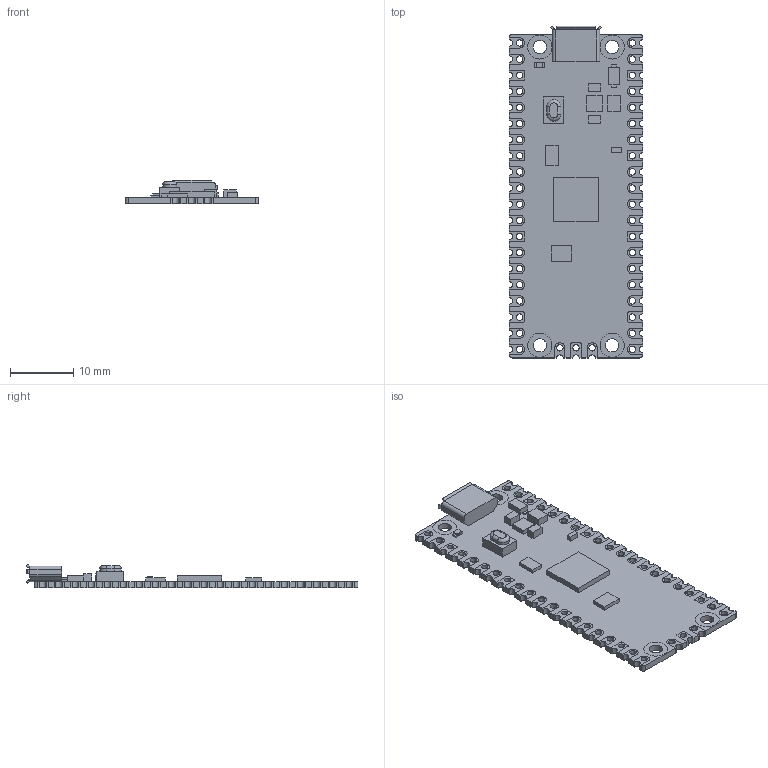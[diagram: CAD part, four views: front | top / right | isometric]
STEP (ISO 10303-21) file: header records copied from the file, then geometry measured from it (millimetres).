
FILE_DESCRIPTION(('FreeCAD Model'),'2;1');
FILE_NAME('Open CASCADE Shape Model','2023-04-12T12:42:33',(''),(''), 'Open CASCADE STEP processor 7.6','FreeCAD','Unknown');
FILE_SCHEMA(('AUTOMOTIVE_DESIGN { 1 0 10303 214 1 1 1 1 }'));
Length unit declared in the file: millimetre
Products named in the file (18): RaspberryPi_Pico_STEP; Pico_Board; Pico_Components; C1_47u; C2_47u; D1_MBR120VLSFT1G; D2_QSME-C194; D2_QSME-C194_Base; D2_QSME-C194_Phosphor; D2_QSME-C194_Lens; J1_690T505-x62-01x; L1_2u2; Q1_DMG1012T; SW1_TP-1221U-K9K5325; U1_RP2040; U2_RT6150B-33GQW; U3_W25Q16JVUXIQ; X1_X12M000000S096
Assembly tree (17 placements, depth 4):
  RaspberryPi_Pico_STEP
    Pico_Board
    Pico_Components
      C1_47u
      C2_47u
      D1_MBR120VLSFT1G
      D2_QSME-C194
        D2_QSME-C194_Base
        D2_QSME-C194_Phosphor
        D2_QSME-C194_Lens
      J1_690T505-x62-01x
      L1_2u2
      Q1_DMG1012T
      SW1_TP-1221U-K9K5325
      U1_RP2040
      U2_RT6150B-33GQW
      U3_W25Q16JVUXIQ
      X1_X12M000000S096
Bounding box: 21 x 52.3 x 3.75 mm (x, y, z)
Volume: 1140.5 mm3; surface area: 2882.3 mm2
Topology: 15 solids, 15 shells, 497 faces, 1445 edges, 998 vertices
Faces by surface type: plane 373, cylinder 122, torus 2
Full cylindrical faces by diameter (mm): 1 x43, 2.1 x4
Entity records: 19667 total; most frequent: CARTESIAN_POINT 2958, ORIENTED_EDGE 2890, DIRECTION 2865, EDGE_CURVE 1445, LINE 1055, VECTOR 1055, VERTEX_POINT 998, AXIS2_PLACEMENT_3D 905
